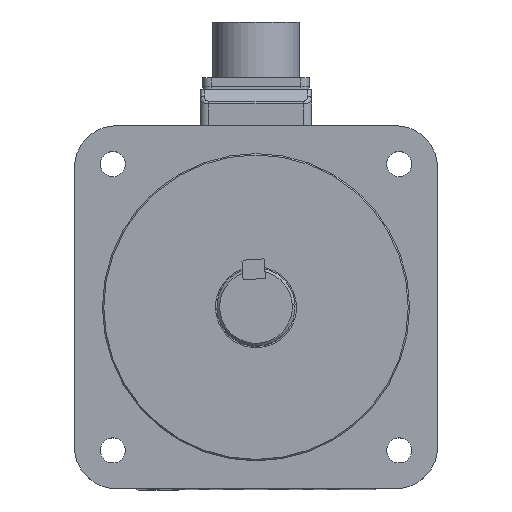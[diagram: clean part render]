
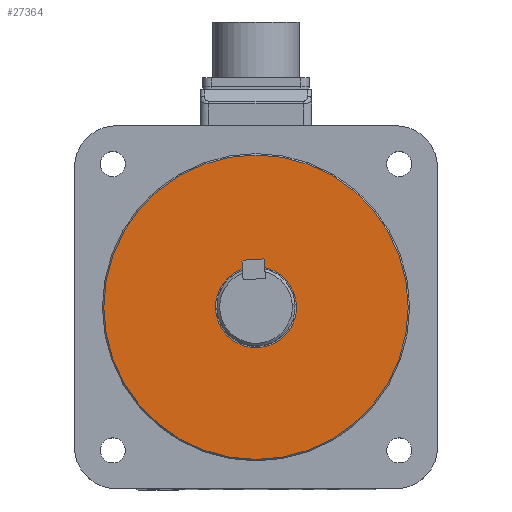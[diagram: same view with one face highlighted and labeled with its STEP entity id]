
A CAD part, top view. The second image highlights one B-rep face of the part: STEP entity #27364.
In plain terms, the highlighted planar face has unit normal (0, 0, 1).
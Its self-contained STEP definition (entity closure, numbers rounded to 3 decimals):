
#3600 = ORIENTED_EDGE ( 'NONE', *, *, #4002, .T. ) ;
#3760 = CIRCLE ( 'NONE', #43891, 54.5 ) ;
#4002 = EDGE_CURVE ( 'NONE', #23126, #8065, #3760, .T. ) ;
#5615 = CIRCLE ( 'NONE', #10741, 54.5 ) ;
#6383 = CARTESIAN_POINT ( 'NONE',  ( -54.5, 0., 21. ) ) ;
#7294 = EDGE_CURVE ( 'NONE', #8065, #23126, #5615, .T. ) ;
#8065 = VERTEX_POINT ( 'NONE', #35053 ) ;
#8233 = FACE_OUTER_BOUND ( 'NONE', #40159, .T. ) ;
#10741 = AXIS2_PLACEMENT_3D ( 'NONE', #36394, #13867, #40178 ) ;
#13867 = DIRECTION ( 'NONE',  ( 0., 0., 1. ) ) ;
#17472 = DIRECTION ( 'NONE',  ( 0., 0., 1. ) ) ;
#21102 = DIRECTION ( 'NONE',  ( 0., 0., 1. ) ) ;
#23126 = VERTEX_POINT ( 'NONE', #6383 ) ;
#24699 = PLANE ( 'NONE',  #34638 ) ;
#27364 = ADVANCED_FACE ( 'NONE', ( #8233 ), #24699, .T. ) ;
#31732 = ORIENTED_EDGE ( 'NONE', *, *, #7294, .T. ) ;
#34638 = AXIS2_PLACEMENT_3D ( 'NONE', #40004, #17472, #43765 ) ;
#35053 = CARTESIAN_POINT ( 'NONE',  ( 54.5, 0., 21. ) ) ;
#36394 = CARTESIAN_POINT ( 'NONE',  ( 0., 0., 21. ) ) ;
#40004 = CARTESIAN_POINT ( 'NONE',  ( 0., 0., 21. ) ) ;
#40159 = EDGE_LOOP ( 'NONE', ( #3600, #31732 ) ) ;
#40178 = DIRECTION ( 'NONE',  ( 1., 0., 0. ) ) ;
#43616 = CARTESIAN_POINT ( 'NONE',  ( 0., 0., 21. ) ) ;
#43765 = DIRECTION ( 'NONE',  ( 1., 0., 0. ) ) ;
#43891 = AXIS2_PLACEMENT_3D ( 'NONE', #43616, #21102, #47409 ) ;
#47409 = DIRECTION ( 'NONE',  ( 1., 0., 0. ) ) ;
